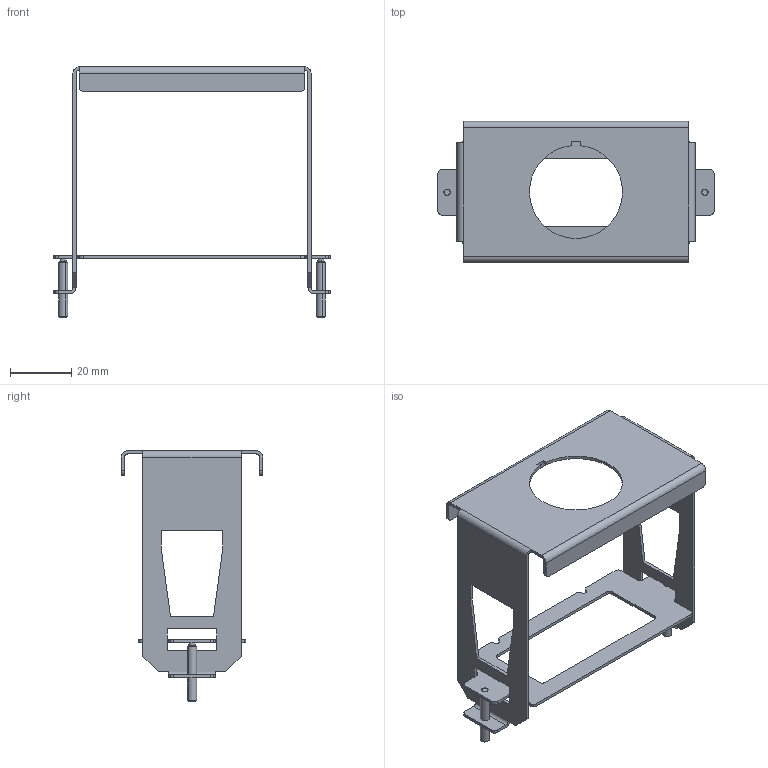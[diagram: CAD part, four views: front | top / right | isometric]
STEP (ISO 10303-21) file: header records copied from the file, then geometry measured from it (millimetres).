
FILE_DESCRIPTION(('STEP AP214'),'1');
FILE_NAME('432644_05-0091-0273.step','2019-11-22T09:13:34',(' '),(' '),'Spatial InterOp 3D',' ',' ');
FILE_SCHEMA(('automotive_design'));
Length unit declared in the file: millimetre
Products named in the file (4): 1; 2; 3; 4
Bounding box: 90 x 46 x 81.54 mm (x, y, z)
Volume: 9083.6 mm3; surface area: 19421.5 mm2
Topology: 4 solids, 4 shells, 198 faces, 546 edges, 360 vertices
Faces by surface type: plane 105, cylinder 81, cone 12
Entity records: 8045 total; most frequent: DIRECTION 1124, CARTESIAN_POINT 1108, ORIENTED_EDGE 1092, EDGE_CURVE 546, AXIS2_PLACEMENT_3D 376, LINE 372, VECTOR 372, VERTEX_POINT 360
